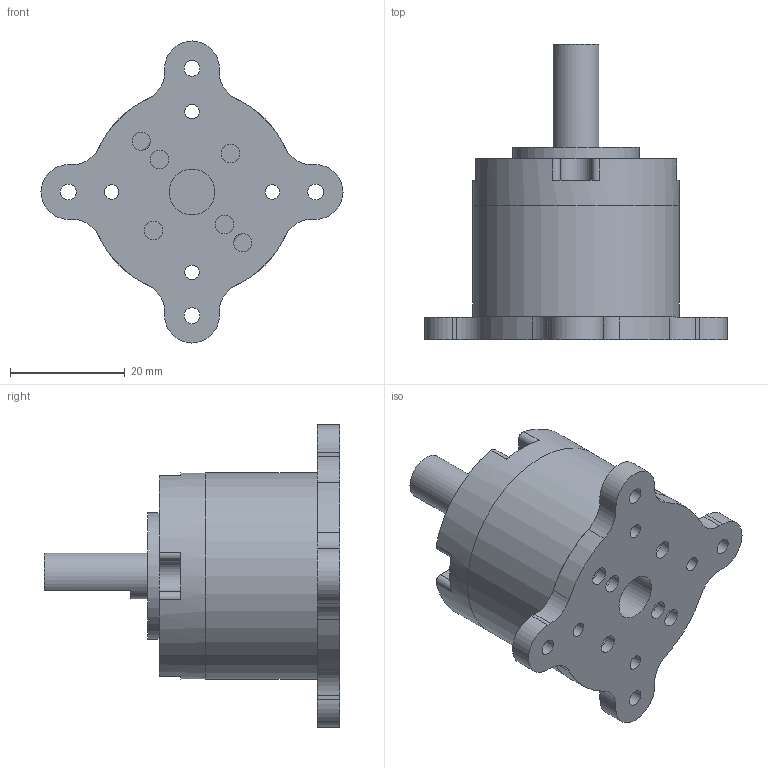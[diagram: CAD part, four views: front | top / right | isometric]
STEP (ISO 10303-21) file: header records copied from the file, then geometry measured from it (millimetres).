
FILE_DESCRIPTION(/* description */ (''),/* implementation_level */ '2;1');
FILE_NAME(/* name */ '36mm 34.7 (19_1, 27_1) gear box .step',/* time_stamp */ '2023-05-17T14:23:22-04:00',/* author */ (''),/* organization */ (''),/* preprocessor_version */ 'ST-DEVELOPER v19.2',/* originating_system */ 'Autodesk Translation Framework v12.4.0.73',/* authorisation */ '');
FILE_SCHEMA (('AUTOMOTIVE_DESIGN { 1 0 10303 214 3 1 1 }'));
Length unit declared in the file: inch
Products named in the file (2): 36mm 34.7 gear box; 251916mount_36mm gearbox
Assembly tree (1 placements, depth 2):
  36mm 34.7 gear box
    251916mount_36mm gearbox
Bounding box: 52.63 x 51.5 x 52.63 mm (x, y, z)
Volume: 25090.1 mm3; surface area: 13768.8 mm2
Topology: 4 solids, 4 shells, 119 faces, 327 edges, 218 vertices
Faces by surface type: cylinder 83, plane 36
Full cylindrical faces by diameter (mm): 2.529 x4, 2.769 x4, 3 x12, 3.175 x6, 6 x2, 8 x3, 22 x1, 22.356 x1, 36 x2
Entity records: 4076 total; most frequent: DIRECTION 755, CARTESIAN_POINT 667, ORIENTED_EDGE 654, EDGE_CURVE 327, AXIS2_PLACEMENT_3D 306, VERTEX_POINT 218, CIRCLE 184, EDGE_LOOP 179
